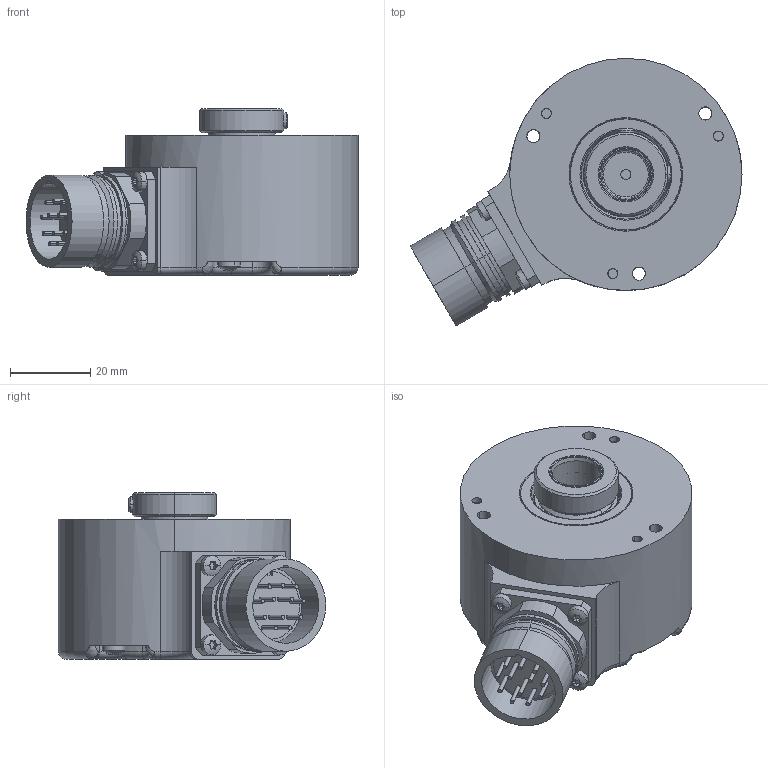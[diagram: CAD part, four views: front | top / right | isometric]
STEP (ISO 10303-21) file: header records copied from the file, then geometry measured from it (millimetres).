
FILE_DESCRIPTION((''),'2;1');
FILE_NAME('515888','2010-10-14T',('se2802'),(''),'PRO/ENGINEER BY PARAMETRIC TECHNOLOGY CORPORATION, 2010180','PRO/ENGINEER BY PARAMETRIC TECHNOLOGY CORPORATION, 2010180','');
FILE_SCHEMA(('CONFIG_CONTROL_DESIGN'));
Length unit declared in the file: millimetre
Products named in the file (1): 515888
Bounding box: 82.9 x 66.76 x 41.6 mm (x, y, z)
Volume: 61116.6 mm3; surface area: 40638.5 mm2
Topology: 1 solids, 2 shells, 1232 faces, 3326 edges, 2101 vertices
Faces by surface type: cylinder 587, plane 410, cone 103, torus 102, sphere 22, bspline 6, revolution 2
Entity records: 42675 total; most frequent: CARTESIAN_POINT 10619, DIRECTION 7170, ORIENTED_EDGE 6628, EDGE_CURVE 3314, AXIS2_PLACEMENT_3D 2876, VERTEX_POINT 2102, CIRCLE 1652, VECTOR 1416
